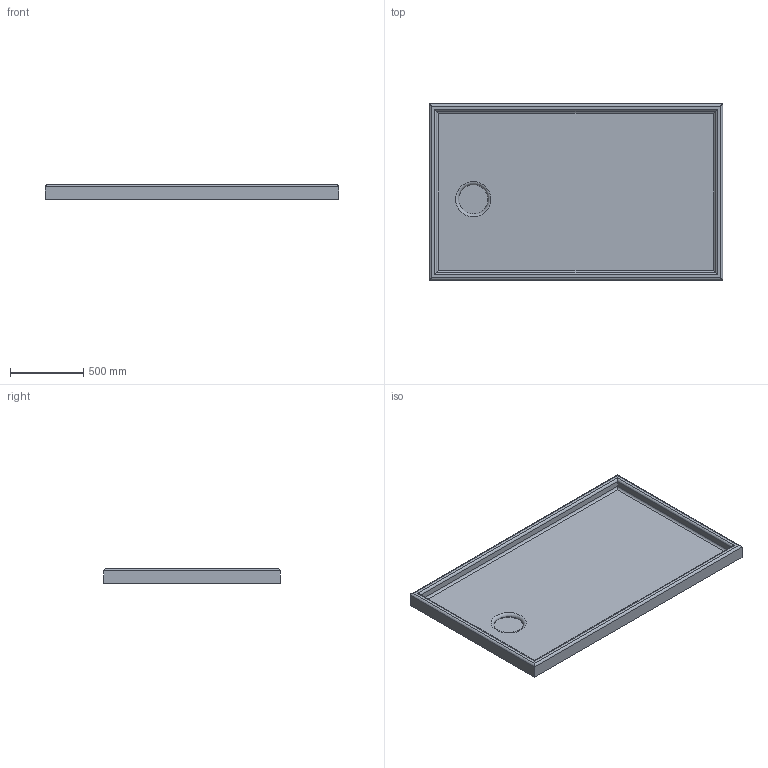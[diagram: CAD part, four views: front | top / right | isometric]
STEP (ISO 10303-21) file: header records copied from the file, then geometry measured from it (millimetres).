
FILE_DESCRIPTION(('FreeCAD Model'),'2;1');
FILE_NAME('ShowerPad2mx1.2m.step','2019-11-16T09:18:18',('Author'),(''), 'Open CASCADE STEP processor 7.3','FreeCAD','Unknown');
FILE_SCHEMA(('AUTOMOTIVE_DESIGN { 1 0 10303 214 1 1 1 1 }'));
Length unit declared in the file: millimetre
Products named in the file (1): ShowerPad2mx1.2m
Bounding box: 2000 x 1200 x 100 mm (x, y, z)
Volume: 92547936.1 mm3; surface area: 5751904.7 mm2
Topology: 1 solids, 1 shells, 26 faces, 53 edges, 31 vertices
Faces by surface type: cylinder 13, plane 12, torus 1
Full cylindrical faces by diameter (mm): 200 x1
Entity records: 1523 total; most frequent: CARTESIAN_POINT 409, DIRECTION 205, LINE 117, VECTOR 117, ORIENTED_EDGE 106, PCURVE 106, DEFINITIONAL_REPRESENTATION 106, EDGE_CURVE 53
